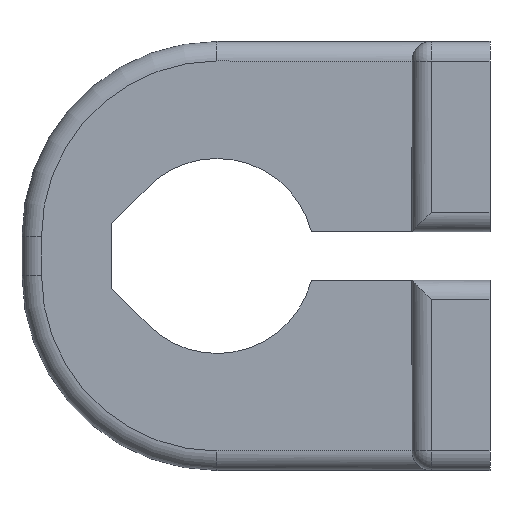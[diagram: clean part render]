
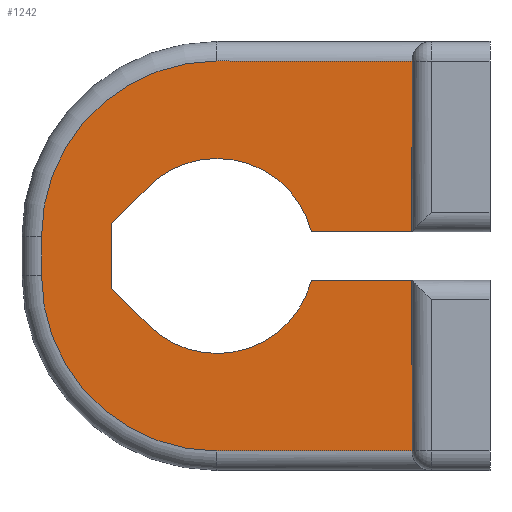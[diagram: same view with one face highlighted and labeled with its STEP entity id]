
A CAD part, left-side view. The second image highlights one B-rep face of the part: STEP entity #1242.
In plain terms, the highlighted planar face has unit normal (-1, 0, 0).
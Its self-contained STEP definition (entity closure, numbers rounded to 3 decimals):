
#1 = DIRECTION ( 'NONE',  ( 0., 0., -1. ) ) ;
#5 = LINE ( 'NONE', #1176, #1305 ) ;
#7 = LINE ( 'NONE', #1161, #627 ) ;
#14 = ORIENTED_EDGE ( 'NONE', *, *, #508, .F. ) ;
#24 = CARTESIAN_POINT ( 'NONE',  ( -6., 4., -1.25 ) ) ;
#31 = DIRECTION ( 'NONE',  ( 0., 0., 1. ) ) ;
#48 = LINE ( 'NONE', #532, #583 ) ;
#61 = VERTEX_POINT ( 'NONE', #638 ) ;
#76 = LINE ( 'NONE', #559, #983 ) ;
#84 = LINE ( 'NONE', #545, #1009 ) ;
#89 = ORIENTED_EDGE ( 'NONE', *, *, #1223, .F. ) ;
#91 = CIRCLE ( 'NONE', #114, 5. ) ;
#92 = DIRECTION ( 'NONE',  ( 1., 0., 0. ) ) ;
#93 = CARTESIAN_POINT ( 'NONE',  ( -6., 14., 1. ) ) ;
#95 = LINE ( 'NONE', #816, #354 ) ;
#101 = EDGE_CURVE ( 'NONE', #1415, #1197, #265, .T. ) ;
#114 = AXIS2_PLACEMENT_3D ( 'NONE', #1037, #1499, #342 ) ;
#141 = AXIS2_PLACEMENT_3D ( 'NONE', #436, #92, #922 ) ;
#167 = CARTESIAN_POINT ( 'NONE',  ( -6., 19.4, 0. ) ) ;
#169 = ORIENTED_EDGE ( 'NONE', *, *, #352, .T. ) ;
#177 = EDGE_CURVE ( 'NONE', #1326, #1100, #879, .T. ) ;
#193 = VERTEX_POINT ( 'NONE', #210 ) ;
#210 = CARTESIAN_POINT ( 'NONE',  ( -6., 4., 10. ) ) ;
#218 = DIRECTION ( 'NONE',  ( 0., 0.707, 0.707 ) ) ;
#221 = DIRECTION ( 'NONE',  ( 0., 0., -1. ) ) ;
#226 = EDGE_CURVE ( 'NONE', #587, #1491, #1025, .T. ) ;
#231 = CIRCLE ( 'NONE', #501, 9. ) ;
#262 = LINE ( 'NONE', #751, #603 ) ;
#265 = LINE ( 'NONE', #167, #1452 ) ;
#335 = EDGE_CURVE ( 'NONE', #939, #193, #7, .T. ) ;
#342 = DIRECTION ( 'NONE',  ( 0., 0., 1. ) ) ;
#352 = EDGE_CURVE ( 'NONE', #61, #460, #231, .T. ) ;
#353 = VERTEX_POINT ( 'NONE', #1287 ) ;
#354 = VECTOR ( 'NONE', #218, 1000. ) ;
#357 = CARTESIAN_POINT ( 'NONE',  ( -6., 17.536, -3.536 ) ) ;
#358 = DIRECTION ( 'NONE',  ( 0., -0.707, 0.707 ) ) ;
#436 = CARTESIAN_POINT ( 'NONE',  ( -6., 24., 0. ) ) ;
#443 = CARTESIAN_POINT ( 'NONE',  ( -6., 24., -1.25 ) ) ;
#445 = ORIENTED_EDGE ( 'NONE', *, *, #335, .T. ) ;
#453 = VERTEX_POINT ( 'NONE', #1210 ) ;
#460 = VERTEX_POINT ( 'NONE', #986 ) ;
#468 = ORIENTED_EDGE ( 'NONE', *, *, #101, .T. ) ;
#478 = VERTEX_POINT ( 'NONE', #872 ) ;
#480 = ORIENTED_EDGE ( 'NONE', *, *, #1263, .T. ) ;
#501 = AXIS2_PLACEMENT_3D ( 'NONE', #1169, #567, #1 ) ;
#508 = EDGE_CURVE ( 'NONE', #939, #478, #262, .T. ) ;
#532 = CARTESIAN_POINT ( 'NONE',  ( -6., 24., 10. ) ) ;
#535 = DIRECTION ( 'NONE',  ( -1., 0., 0. ) ) ;
#539 = CARTESIAN_POINT ( 'NONE',  ( -6., 14., 0. ) ) ;
#545 = CARTESIAN_POINT ( 'NONE',  ( -6., 4., 0. ) ) ;
#550 = VECTOR ( 'NONE', #1252, 1000. ) ;
#559 = CARTESIAN_POINT ( 'NONE',  ( -6., 4., -10. ) ) ;
#567 = DIRECTION ( 'NONE',  ( -1., 0., 0. ) ) ;
#575 = DIRECTION ( 'NONE',  ( 0., 0., 1. ) ) ;
#583 = VECTOR ( 'NONE', #1470, 1000. ) ;
#587 = VERTEX_POINT ( 'NONE', #24 ) ;
#594 = EDGE_LOOP ( 'NONE', ( #445, #1047, #1117, #1247, #169, #1246, #480, #991, #89, #1460, #468, #763, #982, #800, #14 ) ) ;
#603 = VECTOR ( 'NONE', #1464, 1000. ) ;
#627 = VECTOR ( 'NONE', #831, 1000. ) ;
#638 = CARTESIAN_POINT ( 'NONE',  ( -6., 23., -1. ) ) ;
#639 = VECTOR ( 'NONE', #358, 1000. ) ;
#643 = CARTESIAN_POINT ( 'NONE',  ( -6., 4., -10. ) ) ;
#646 = VERTEX_POINT ( 'NONE', #357 ) ;
#650 = EDGE_CURVE ( 'NONE', #1100, #61, #5, .T. ) ;
#655 = CIRCLE ( 'NONE', #1107, 5. ) ;
#673 = DIRECTION ( 'NONE',  ( -1., 0., 0. ) ) ;
#679 = AXIS2_PLACEMENT_3D ( 'NONE', #1367, #535, #31 ) ;
#682 = FACE_OUTER_BOUND ( 'NONE', #594, .T. ) ;
#683 = EDGE_CURVE ( 'NONE', #478, #353, #731, .T. ) ;
#731 = CIRCLE ( 'NONE', #679, 5. ) ;
#739 = DIRECTION ( 'NONE',  ( 0., 0., 1. ) ) ;
#751 = CARTESIAN_POINT ( 'NONE',  ( -6., 24., 1.25 ) ) ;
#763 = ORIENTED_EDGE ( 'NONE', *, *, #1428, .T. ) ;
#796 = DIRECTION ( 'NONE',  ( 0., 0., -1. ) ) ;
#800 = ORIENTED_EDGE ( 'NONE', *, *, #683, .F. ) ;
#816 = CARTESIAN_POINT ( 'NONE',  ( -6., 10.536, -10.536 ) ) ;
#831 = DIRECTION ( 'NONE',  ( 0., 0., 1. ) ) ;
#838 = CARTESIAN_POINT ( 'NONE',  ( -6., 10.536, 10.536 ) ) ;
#872 = CARTESIAN_POINT ( 'NONE',  ( -6., 9.159, 1.25 ) ) ;
#878 = CARTESIAN_POINT ( 'NONE',  ( -6., 9.159, -1.25 ) ) ;
#879 = CIRCLE ( 'NONE', #1026, 9. ) ;
#895 = EDGE_CURVE ( 'NONE', #646, #1415, #95, .T. ) ;
#922 = DIRECTION ( 'NONE',  ( 0., 0., -1. ) ) ;
#939 = VERTEX_POINT ( 'NONE', #1342 ) ;
#942 = CARTESIAN_POINT ( 'NONE',  ( -6., 19.4, -1.671 ) ) ;
#953 = LINE ( 'NONE', #838, #639 ) ;
#982 = ORIENTED_EDGE ( 'NONE', *, *, #1131, .F. ) ;
#983 = VECTOR ( 'NONE', #1418, 1000. ) ;
#986 = CARTESIAN_POINT ( 'NONE',  ( -6., 14., -10. ) ) ;
#991 = ORIENTED_EDGE ( 'NONE', *, *, #226, .T. ) ;
#993 = DIRECTION ( 'NONE',  ( 0., 0., 1. ) ) ;
#1009 = VECTOR ( 'NONE', #575, 1000. ) ;
#1025 = LINE ( 'NONE', #443, #550 ) ;
#1026 = AXIS2_PLACEMENT_3D ( 'NONE', #93, #673, #796 ) ;
#1037 = CARTESIAN_POINT ( 'NONE',  ( -6., 14., 0. ) ) ;
#1041 = VERTEX_POINT ( 'NONE', #643 ) ;
#1047 = ORIENTED_EDGE ( 'NONE', *, *, #1492, .T. ) ;
#1087 = CARTESIAN_POINT ( 'NONE',  ( -6., 14., 10. ) ) ;
#1100 = VERTEX_POINT ( 'NONE', #1228 ) ;
#1107 = AXIS2_PLACEMENT_3D ( 'NONE', #539, #1114, #993 ) ;
#1114 = DIRECTION ( 'NONE',  ( -1., 0., 0. ) ) ;
#1117 = ORIENTED_EDGE ( 'NONE', *, *, #177, .T. ) ;
#1131 = EDGE_CURVE ( 'NONE', #353, #453, #655, .T. ) ;
#1155 = CARTESIAN_POINT ( 'NONE',  ( -6., 19.4, 1.671 ) ) ;
#1161 = CARTESIAN_POINT ( 'NONE',  ( -6., 4., 0. ) ) ;
#1169 = CARTESIAN_POINT ( 'NONE',  ( -6., 14., -1. ) ) ;
#1176 = CARTESIAN_POINT ( 'NONE',  ( -6., 23., -1. ) ) ;
#1197 = VERTEX_POINT ( 'NONE', #1155 ) ;
#1210 = CARTESIAN_POINT ( 'NONE',  ( -6., 17.536, 3.536 ) ) ;
#1213 = EDGE_CURVE ( 'NONE', #460, #1041, #76, .T. ) ;
#1223 = EDGE_CURVE ( 'NONE', #646, #1491, #91, .T. ) ;
#1228 = CARTESIAN_POINT ( 'NONE',  ( -6., 23., 1. ) ) ;
#1242 = ADVANCED_FACE ( 'NONE', ( #682 ), #1519, .F. ) ;
#1246 = ORIENTED_EDGE ( 'NONE', *, *, #1213, .T. ) ;
#1247 = ORIENTED_EDGE ( 'NONE', *, *, #650, .T. ) ;
#1252 = DIRECTION ( 'NONE',  ( 0., 1., 0. ) ) ;
#1263 = EDGE_CURVE ( 'NONE', #1041, #587, #84, .T. ) ;
#1287 = CARTESIAN_POINT ( 'NONE',  ( -6., 14., 5. ) ) ;
#1305 = VECTOR ( 'NONE', #221, 1000. ) ;
#1326 = VERTEX_POINT ( 'NONE', #1087 ) ;
#1342 = CARTESIAN_POINT ( 'NONE',  ( -6., 4., 1.25 ) ) ;
#1367 = CARTESIAN_POINT ( 'NONE',  ( -6., 14., 0. ) ) ;
#1415 = VERTEX_POINT ( 'NONE', #942 ) ;
#1418 = DIRECTION ( 'NONE',  ( 0., -1., 0. ) ) ;
#1428 = EDGE_CURVE ( 'NONE', #1197, #453, #953, .T. ) ;
#1452 = VECTOR ( 'NONE', #739, 1000. ) ;
#1460 = ORIENTED_EDGE ( 'NONE', *, *, #895, .T. ) ;
#1464 = DIRECTION ( 'NONE',  ( 0., 1., 0. ) ) ;
#1470 = DIRECTION ( 'NONE',  ( 0., 1., 0. ) ) ;
#1491 = VERTEX_POINT ( 'NONE', #878 ) ;
#1492 = EDGE_CURVE ( 'NONE', #193, #1326, #48, .T. ) ;
#1499 = DIRECTION ( 'NONE',  ( -1., 0., 0. ) ) ;
#1519 = PLANE ( 'NONE',  #141 ) ;
